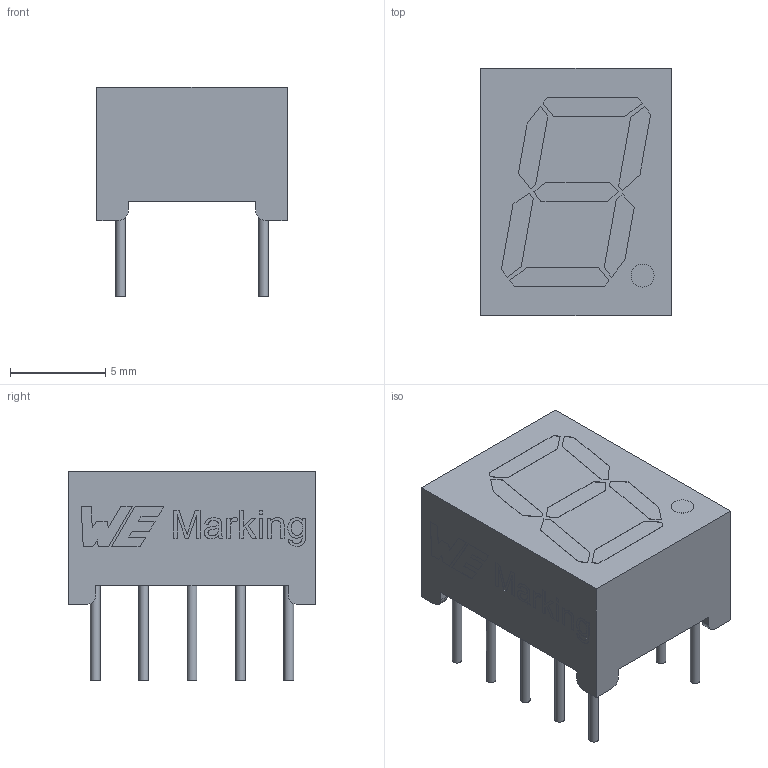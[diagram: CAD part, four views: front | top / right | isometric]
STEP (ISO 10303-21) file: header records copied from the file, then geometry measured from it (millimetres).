
FILE_DESCRIPTION( ( 'Unknown' ), '1' );
FILE_NAME( '157119x12801_157119x12701.stp', 'Unknown', ( 'Unknown' ), ( 'Unknown' ), 'PSStep 21.0.46', 'Unknown', ' ' );
FILE_SCHEMA( ( 'AUTOMOTIVE_DESIGN { 1 0 10303 214 1 1 1 1 }' ) );
Length unit declared in the file: millimetre
Products named in the file (4): Assem1; Housing; PCB; Glue
Assembly tree (3 placements, depth 2):
  Assem1
    Housing
    PCB
    Glue
Bounding box: 10 x 13 x 11 mm (x, y, z)
Volume: 222.4 mm3; surface area: 1341.4 mm2
Topology: 3 solids, 3 shells, 316 faces, 788 edges, 527 vertices
Faces by surface type: plane 257, cylinder 35, extrusion 24
Full cylindrical faces by diameter (mm): 0.5 x10, 0.51 x10, 1 x4, 1.2 x1, 1.5 x2
Entity records: 12745 total; most frequent: CARTESIAN_POINT 2955, ORIENTED_EDGE 1506, DIRECTION 1265, EDGE_CURVE 753, VECTOR 533, VERTEX_POINT 522, LINE 509, EDGE_LOOP 419
